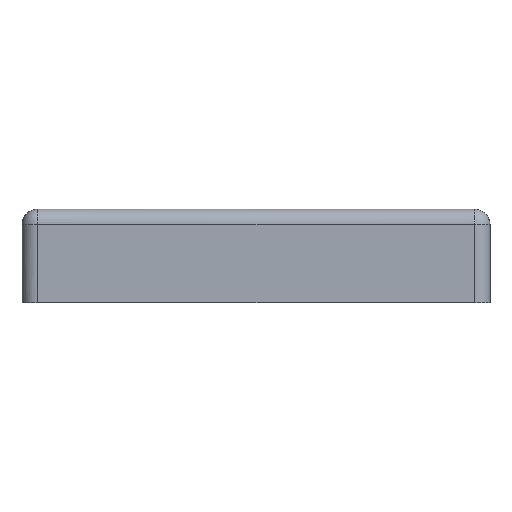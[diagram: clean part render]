
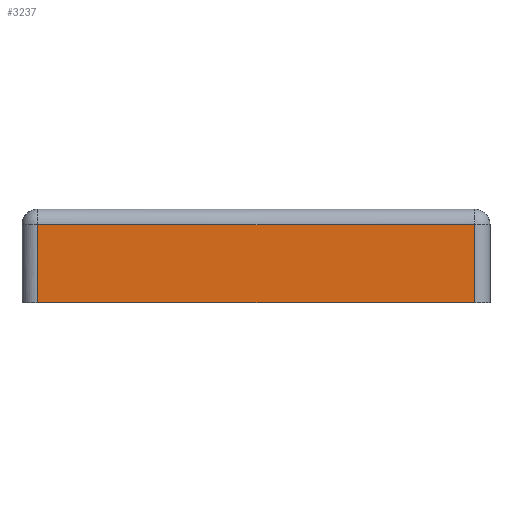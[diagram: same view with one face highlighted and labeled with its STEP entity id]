
A CAD part, left-side view. The second image highlights one B-rep face of the part: STEP entity #3237.
In plain terms, the highlighted planar face has unit normal (-1, 0, 0).
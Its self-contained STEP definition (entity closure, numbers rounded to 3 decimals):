
#1116 = EDGE_CURVE ( 'NONE', #4627, #6652, #6773, .T. ) ;
#1169 = FACE_OUTER_BOUND ( 'NONE', #5147, .T. ) ;
#1711 = DIRECTION ( 'NONE',  ( 0., -1., 0. ) ) ;
#1933 = ORIENTED_EDGE ( 'NONE', *, *, #1116, .F. ) ;
#2076 = CARTESIAN_POINT ( 'NONE',  ( -30., 30., 10. ) ) ;
#2216 = ORIENTED_EDGE ( 'NONE', *, *, #4248, .F. ) ;
#2487 = ORIENTED_EDGE ( 'NONE', *, *, #3686, .F. ) ;
#2618 = VECTOR ( 'NONE', #4871, 1000. ) ;
#2636 = LINE ( 'NONE', #5185, #2618 ) ;
#2809 = CARTESIAN_POINT ( 'NONE',  ( -30., 28., 10. ) ) ;
#2909 = DIRECTION ( 'NONE',  ( 0., 1., 0. ) ) ;
#3237 = ADVANCED_FACE ( 'NONE', ( #1169 ), #4378, .F. ) ;
#3350 = DIRECTION ( 'NONE',  ( 0., 0., 1. ) ) ;
#3378 = CARTESIAN_POINT ( 'NONE',  ( -30., 28., 12. ) ) ;
#3686 = EDGE_CURVE ( 'NONE', #5749, #4994, #2636, .T. ) ;
#4004 = CARTESIAN_POINT ( 'NONE',  ( -30., 30., 0. ) ) ;
#4248 = EDGE_CURVE ( 'NONE', #4994, #4627, #4364, .T. ) ;
#4333 = DIRECTION ( 'NONE',  ( 0., 1., 0. ) ) ;
#4341 = DIRECTION ( 'NONE',  ( 1., 0., 0. ) ) ;
#4347 = EDGE_CURVE ( 'NONE', #6652, #5749, #4603, .T. ) ;
#4364 = LINE ( 'NONE', #4004, #4454 ) ;
#4378 = PLANE ( 'NONE',  #4874 ) ;
#4454 = VECTOR ( 'NONE', #2909, 1000. ) ;
#4603 = LINE ( 'NONE', #2076, #4711 ) ;
#4627 = VERTEX_POINT ( 'NONE', #6118 ) ;
#4709 = CARTESIAN_POINT ( 'NONE',  ( -30., 30., 12. ) ) ;
#4711 = VECTOR ( 'NONE', #1711, 1000. ) ;
#4871 = DIRECTION ( 'NONE',  ( 0., 0., -1. ) ) ;
#4874 = AXIS2_PLACEMENT_3D ( 'NONE', #4709, #4341, #4333 ) ;
#4994 = VERTEX_POINT ( 'NONE', #5879 ) ;
#5147 = EDGE_LOOP ( 'NONE', ( #1933, #2216, #2487, #6120 ) ) ;
#5185 = CARTESIAN_POINT ( 'NONE',  ( -30., -28., 12. ) ) ;
#5749 = VERTEX_POINT ( 'NONE', #6333 ) ;
#5879 = CARTESIAN_POINT ( 'NONE',  ( -30., -28., 0. ) ) ;
#6118 = CARTESIAN_POINT ( 'NONE',  ( -30., 28., 0. ) ) ;
#6120 = ORIENTED_EDGE ( 'NONE', *, *, #4347, .F. ) ;
#6333 = CARTESIAN_POINT ( 'NONE',  ( -30., -28., 10. ) ) ;
#6652 = VERTEX_POINT ( 'NONE', #2809 ) ;
#6773 = LINE ( 'NONE', #3378, #6806 ) ;
#6806 = VECTOR ( 'NONE', #3350, 1000. ) ;
